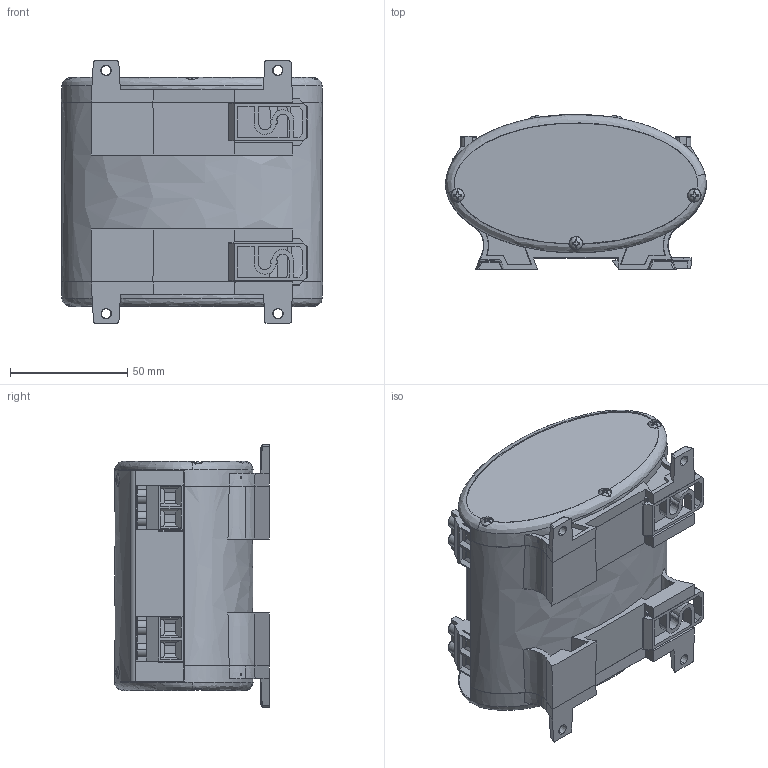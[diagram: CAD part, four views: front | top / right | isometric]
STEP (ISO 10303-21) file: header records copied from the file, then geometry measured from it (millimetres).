
FILE_DESCRIPTION (( 'STEP AP214' ), '1' );
FILE_NAME ('3VACT150-LN-42-24.STEP', '2025-04-24T12:23:43', ( '' ), ( '' ), 'SwSTEP 2.0', 'SolidWorks 2024', '' );
FILE_SCHEMA (( 'AUTOMOTIVE_DESIGN' ));
Length unit declared in the file: inch
Products named in the file (1): 3VACT150-LN-42-24
Bounding box: 111.18 x 65.98 x 111.53 mm (x, y, z)
Volume: 139933.9 mm3; surface area: 127348.9 mm2
Topology: 26 solids, 26 shells, 2965 faces, 8258 edges, 5471 vertices
Faces by surface type: plane 1484, cylinder 838, bspline 308, cone 277, sphere 30, torus 28
Entity records: 124276 total; most frequent: CARTESIAN_POINT 53418, ORIENTED_EDGE 16478, DIRECTION 12604, EDGE_CURVE 8239, VERTEX_POINT 5466, AXIS2_PLACEMENT_3D 4202, VECTOR 4200, LINE 4200
